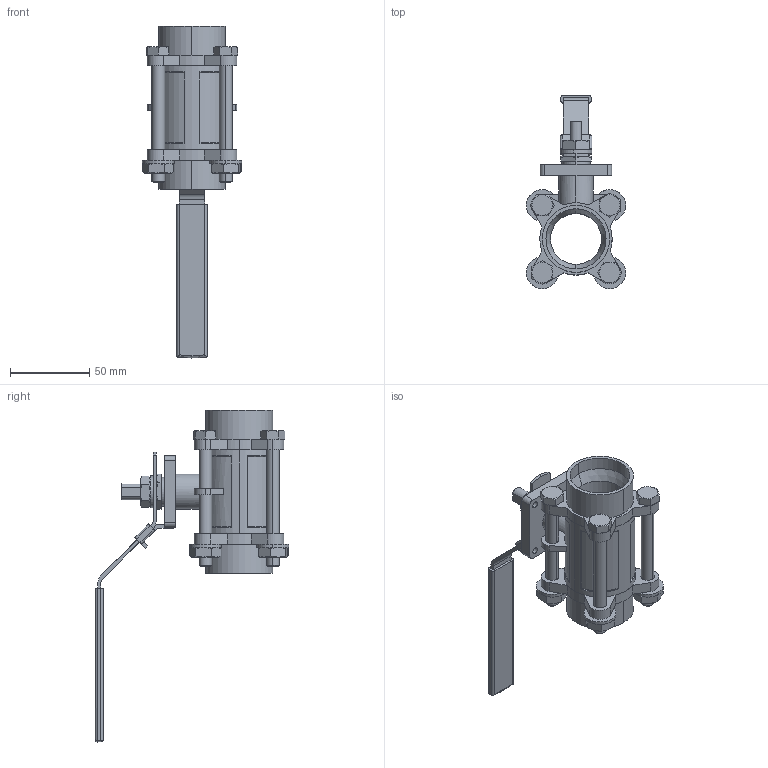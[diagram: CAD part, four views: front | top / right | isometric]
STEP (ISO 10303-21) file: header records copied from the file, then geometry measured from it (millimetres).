
FILE_DESCRIPTION (( 'STEP AP203' ), '1' );
FILE_NAME ('V-105MB-PN63-DN32.STEP', '2019-11-14T08:09:07', ( '' ), ( '' ), 'SwSTEP 2.0', 'SolidWorks 2012', '' );
FILE_SCHEMA (( 'CONFIG_CONTROL_DESIGN' ));
Length unit declared in the file: millimetre
Products named in the file (6): V-105MB-PN63-DN32; JIS B 1181 Hexagon nut - Class 3 Finished M10 --N_JIS B 1181 Hexagon nut - Class 3 Finished M10 --N; Washer ISO 7089 - 10_Washer ISO 7089 - 10; ISO 4015 - M8 x 80 x 22-C_ISO 4015 - M8 x 80 x 22-C; V-105M-HANDLE_154L; V-105MB-PN63-BODY_DN32
Assembly tree (16 placements, depth 2):
  V-105MB-PN63-DN32
    V-105MB-PN63-BODY_DN32
    V-105M-HANDLE_154L
    ISO 4015 - M8 x 80 x 22-C_ISO 4015 - M8 x 80 x 22-C  x4
    Washer ISO 7089 - 10_Washer ISO 7089 - 10  x5
    JIS B 1181 Hexagon nut - Class 3 Finished M10 --N_JIS B 1181 Hexagon nut - Class 3 Finished M10 --N  x5
Bounding box: 62.43 x 121.71 x 208.83 mm (x, y, z)
Volume: 137057.4 mm3; surface area: 66258.2 mm2
Topology: 16 solids, 17 shells, 659 faces, 1613 edges, 1028 vertices
Faces by surface type: plane 318, cylinder 153, cone 126, bspline 59, torus 3
Entity records: 18820 total; most frequent: CARTESIAN_POINT 6673, ORIENTED_EDGE 2410, DIRECTION 2144, EDGE_CURVE 1205, VERTEX_POINT 788, LINE 742, VECTOR 742, AXIS2_PLACEMENT_3D 701
